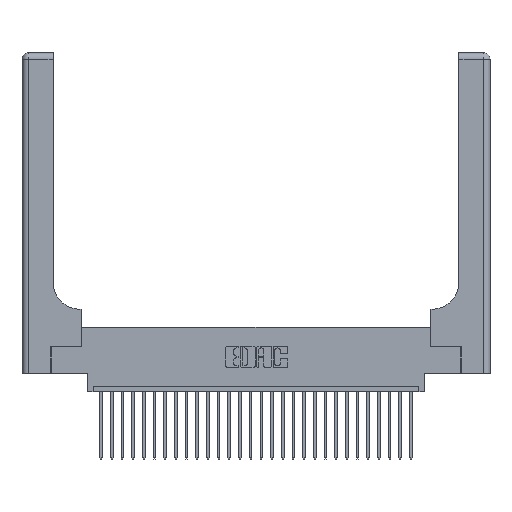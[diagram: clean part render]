
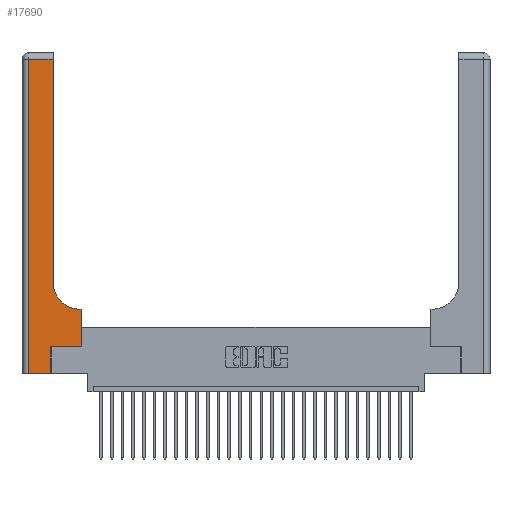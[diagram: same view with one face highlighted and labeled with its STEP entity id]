
A CAD part, top view. The second image highlights one B-rep face of the part: STEP entity #17690.
In plain terms, the highlighted planar face has unit normal (0, 0, 1).
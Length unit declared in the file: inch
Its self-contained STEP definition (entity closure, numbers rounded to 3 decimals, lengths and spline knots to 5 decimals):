
#155 = VERTEX_POINT ( 'NONE', #8606 ) ;
#516 = FACE_OUTER_BOUND ( 'NONE', #23143, .T. ) ;
#639 = EDGE_CURVE ( 'NONE', #7830, #7340, #23955, .T. ) ;
#779 = VECTOR ( 'NONE', #18745, 39.37008 ) ;
#2262 = EDGE_CURVE ( 'NONE', #12632, #2724, #14490, .T. ) ;
#2318 = CARTESIAN_POINT ( 'NONE',  ( 0.2915, 0.85, 0.37 ) ) ;
#2407 = CARTESIAN_POINT ( 'NONE',  ( 0.2915, 3., 0.37 ) ) ;
#2435 = AXIS2_PLACEMENT_3D ( 'NONE', #19440, #19545, #5800 ) ;
#2724 = VERTEX_POINT ( 'NONE', #18524 ) ;
#2800 = CARTESIAN_POINT ( 'NONE',  ( 0.2915, 0.6, 0.37 ) ) ;
#2866 = EDGE_CURVE ( 'NONE', #21969, #26037, #21953, .T. ) ;
#3367 = VERTEX_POINT ( 'NONE', #23485 ) ;
#3893 = EDGE_CURVE ( 'NONE', #2724, #3367, #14022, .T. ) ;
#4378 = CARTESIAN_POINT ( 'NONE',  ( 0.269, 0.25, 0.37 ) ) ;
#4691 = CARTESIAN_POINT ( 'NONE',  ( 0., 3., 0.37 ) ) ;
#5266 = CARTESIAN_POINT ( 'NONE',  ( 0.06, 2.94, 0.37 ) ) ;
#5367 = AXIS2_PLACEMENT_3D ( 'NONE', #4691, #18646, #25251 ) ;
#5368 = DIRECTION ( 'NONE',  ( 0., 1., 0. ) ) ;
#5403 = DIRECTION ( 'NONE',  ( 0., 1., 0. ) ) ;
#5800 = DIRECTION ( 'NONE',  ( 1., 0., 0. ) ) ;
#7340 = VERTEX_POINT ( 'NONE', #13498 ) ;
#7830 = VERTEX_POINT ( 'NONE', #15620 ) ;
#8606 = CARTESIAN_POINT ( 'NONE',  ( 0.269, 0.25, 0.37 ) ) ;
#9767 = VECTOR ( 'NONE', #16741, 39.37008 ) ;
#11264 = DIRECTION ( 'NONE',  ( 1., 0., 0. ) ) ;
#12158 = CARTESIAN_POINT ( 'NONE',  ( 0.5585, 0.25, 0.37 ) ) ;
#12377 = ORIENTED_EDGE ( 'NONE', *, *, #3893, .T. ) ;
#12522 = EDGE_CURVE ( 'NONE', #15230, #21969, #27132, .T. ) ;
#12632 = VERTEX_POINT ( 'NONE', #5266 ) ;
#13190 = LINE ( 'NONE', #4378, #28469 ) ;
#13458 = ORIENTED_EDGE ( 'NONE', *, *, #25650, .T. ) ;
#13498 = CARTESIAN_POINT ( 'NONE',  ( 0.5585, 0.6, 0.37 ) ) ;
#13865 = PLANE ( 'NONE',  #5367 ) ;
#14022 = LINE ( 'NONE', #17633, #21522 ) ;
#14490 = LINE ( 'NONE', #16170, #26233 ) ;
#14756 = ORIENTED_EDGE ( 'NONE', *, *, #12522, .T. ) ;
#15230 = VERTEX_POINT ( 'NONE', #18156 ) ;
#15519 = EDGE_CURVE ( 'NONE', #155, #7830, #13190, .T. ) ;
#15620 = CARTESIAN_POINT ( 'NONE',  ( 0.5585, 0.25, 0.37 ) ) ;
#15885 = VECTOR ( 'NONE', #5403, 39.37008 ) ;
#16170 = CARTESIAN_POINT ( 'NONE',  ( 0.06, 3., 0.37 ) ) ;
#16231 = CARTESIAN_POINT ( 'NONE',  ( 0., 2.94, 0.37 ) ) ;
#16741 = DIRECTION ( 'NONE',  ( -1., 0., 0. ) ) ;
#16781 = DIRECTION ( 'NONE',  ( 0., -1., 0. ) ) ;
#16902 = CARTESIAN_POINT ( 'NONE',  ( 0.2915, 2.94, 0.37 ) ) ;
#17633 = CARTESIAN_POINT ( 'NONE',  ( 0., 0., 0.37 ) ) ;
#17690 = ADVANCED_FACE ( 'NONE', ( #516 ), #13865, .F. ) ;
#18156 = CARTESIAN_POINT ( 'NONE',  ( 0.5415, 0.6, 0.37 ) ) ;
#18524 = CARTESIAN_POINT ( 'NONE',  ( 0.06, 0., 0.37 ) ) ;
#18646 = DIRECTION ( 'NONE',  ( 0., 0., -1. ) ) ;
#18745 = DIRECTION ( 'NONE',  ( -1., 0., 0. ) ) ;
#19106 = VECTOR ( 'NONE', #26962, 39.37008 ) ;
#19387 = ORIENTED_EDGE ( 'NONE', *, *, #28050, .T. ) ;
#19440 = CARTESIAN_POINT ( 'NONE',  ( 0.5415, 0.85, 0.37 ) ) ;
#19545 = DIRECTION ( 'NONE',  ( 0., 0., -1. ) ) ;
#19915 = DIRECTION ( 'NONE',  ( 1., 0., 0. ) ) ;
#20000 = CARTESIAN_POINT ( 'NONE',  ( 0.269, 0., 0.37 ) ) ;
#20339 = ORIENTED_EDGE ( 'NONE', *, *, #15519, .T. ) ;
#21172 = LINE ( 'NONE', #16231, #9767 ) ;
#21174 = ORIENTED_EDGE ( 'NONE', *, *, #2866, .T. ) ;
#21522 = VECTOR ( 'NONE', #19915, 39.37008 ) ;
#21784 = EDGE_CURVE ( 'NONE', #26037, #12632, #21172, .T. ) ;
#21953 = LINE ( 'NONE', #2407, #15885 ) ;
#21969 = VERTEX_POINT ( 'NONE', #2318 ) ;
#23143 = EDGE_LOOP ( 'NONE', ( #21174, #24607, #29225, #12377, #13458, #20339, #24334, #19387, #14756 ) ) ;
#23224 = VECTOR ( 'NONE', #5368, 39.37008 ) ;
#23485 = CARTESIAN_POINT ( 'NONE',  ( 0.269, 0., 0.37 ) ) ;
#23678 = LINE ( 'NONE', #2800, #779 ) ;
#23955 = LINE ( 'NONE', #12158, #23224 ) ;
#24334 = ORIENTED_EDGE ( 'NONE', *, *, #639, .T. ) ;
#24607 = ORIENTED_EDGE ( 'NONE', *, *, #21784, .T. ) ;
#25251 = DIRECTION ( 'NONE',  ( -1., 0., 0. ) ) ;
#25650 = EDGE_CURVE ( 'NONE', #3367, #155, #26981, .T. ) ;
#26037 = VERTEX_POINT ( 'NONE', #16902 ) ;
#26233 = VECTOR ( 'NONE', #16781, 39.37008 ) ;
#26962 = DIRECTION ( 'NONE',  ( 0., 1., 0. ) ) ;
#26981 = LINE ( 'NONE', #20000, #19106 ) ;
#27132 = CIRCLE ( 'NONE', #2435, 0.25 ) ;
#28050 = EDGE_CURVE ( 'NONE', #7340, #15230, #23678, .T. ) ;
#28469 = VECTOR ( 'NONE', #11264, 39.37008 ) ;
#29225 = ORIENTED_EDGE ( 'NONE', *, *, #2262, .T. ) ;
